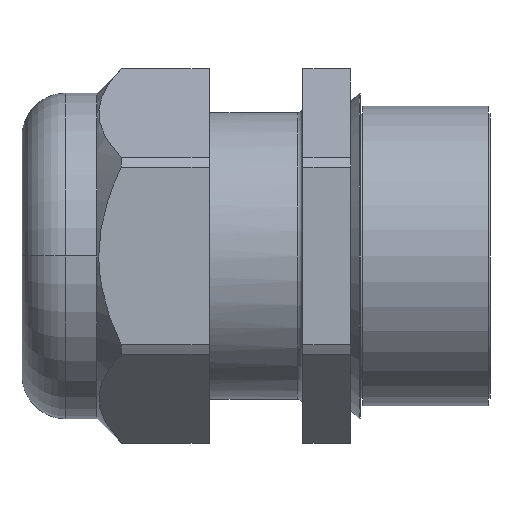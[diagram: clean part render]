
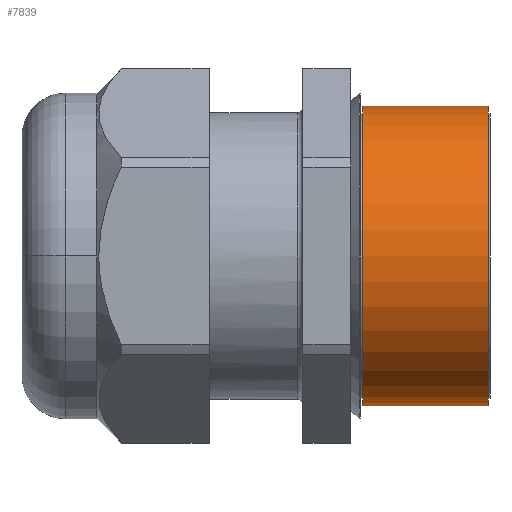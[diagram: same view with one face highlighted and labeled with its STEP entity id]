
A CAD part, left-side view. The second image highlights one B-rep face of the part: STEP entity #7839.
In plain terms, the highlighted cylindrical face has radius 20 mm (diameter 40 mm), a partial arc.
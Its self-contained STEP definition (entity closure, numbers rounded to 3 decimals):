
#15 = DIRECTION ( 'NONE',  ( 0., -1., 0. ) ) ;
#87 = ORIENTED_EDGE ( 'NONE', *, *, #6505, .T. ) ;
#219 = EDGE_CURVE ( 'NONE', #2844, #298, #6448, .T. ) ;
#298 = VERTEX_POINT ( 'NONE', #10240 ) ;
#1085 = VERTEX_POINT ( 'NONE', #6809 ) ;
#1839 = DIRECTION ( 'NONE',  ( 0., -1., 0. ) ) ;
#2151 = VERTEX_POINT ( 'NONE', #7802 ) ;
#2249 = CIRCLE ( 'NONE', #4713, 20. ) ;
#2290 = ORIENTED_EDGE ( 'NONE', *, *, #219, .F. ) ;
#2844 = VERTEX_POINT ( 'NONE', #4008 ) ;
#2908 = VECTOR ( 'NONE', #8949, 1000. ) ;
#3220 = AXIS2_PLACEMENT_3D ( 'NONE', #5161, #15, #4305 ) ;
#3261 = DIRECTION ( 'NONE',  ( 0., -1., 0. ) ) ;
#4008 = CARTESIAN_POINT ( 'NONE',  ( 0., -26.5, 20. ) ) ;
#4169 = EDGE_CURVE ( 'NONE', #2151, #2844, #9008, .T. ) ;
#4305 = DIRECTION ( 'NONE',  ( 0., 0., -1. ) ) ;
#4713 = AXIS2_PLACEMENT_3D ( 'NONE', #8354, #3261, #9210 ) ;
#5161 = CARTESIAN_POINT ( 'NONE',  ( 0., 26.95, 0. ) ) ;
#6448 = CIRCLE ( 'NONE', #11009, 20. ) ;
#6505 = EDGE_CURVE ( 'NONE', #2151, #1085, #2249, .T. ) ;
#6737 = VECTOR ( 'NONE', #7335, 1000. ) ;
#6809 = CARTESIAN_POINT ( 'NONE',  ( 0., -9.75, -20. ) ) ;
#6930 = DIRECTION ( 'NONE',  ( 0., 0., -1. ) ) ;
#7251 = CARTESIAN_POINT ( 'NONE',  ( 0., 26.95, -20. ) ) ;
#7335 = DIRECTION ( 'NONE',  ( 0., -1., 0. ) ) ;
#7794 = CARTESIAN_POINT ( 'NONE',  ( 0., -26.5, 0. ) ) ;
#7802 = CARTESIAN_POINT ( 'NONE',  ( 0., -9.75, 20. ) ) ;
#7839 = ADVANCED_FACE ( 'NONE', ( #8769 ), #10786, .T. ) ;
#8027 = EDGE_LOOP ( 'NONE', ( #11013, #87, #9621, #2290 ) ) ;
#8354 = CARTESIAN_POINT ( 'NONE',  ( 0., -9.75, 0. ) ) ;
#8769 = FACE_OUTER_BOUND ( 'NONE', #8027, .T. ) ;
#8949 = DIRECTION ( 'NONE',  ( 0., -1., 0. ) ) ;
#9008 = LINE ( 'NONE', #10772, #6737 ) ;
#9210 = DIRECTION ( 'NONE',  ( 0., 0., -1. ) ) ;
#9435 = LINE ( 'NONE', #7251, #2908 ) ;
#9621 = ORIENTED_EDGE ( 'NONE', *, *, #10766, .T. ) ;
#10240 = CARTESIAN_POINT ( 'NONE',  ( 0., -26.5, -20. ) ) ;
#10766 = EDGE_CURVE ( 'NONE', #1085, #298, #9435, .T. ) ;
#10772 = CARTESIAN_POINT ( 'NONE',  ( 0., 26.95, 20. ) ) ;
#10786 = CYLINDRICAL_SURFACE ( 'NONE', #3220, 20. ) ;
#11009 = AXIS2_PLACEMENT_3D ( 'NONE', #7794, #1839, #6930 ) ;
#11013 = ORIENTED_EDGE ( 'NONE', *, *, #4169, .F. ) ;
